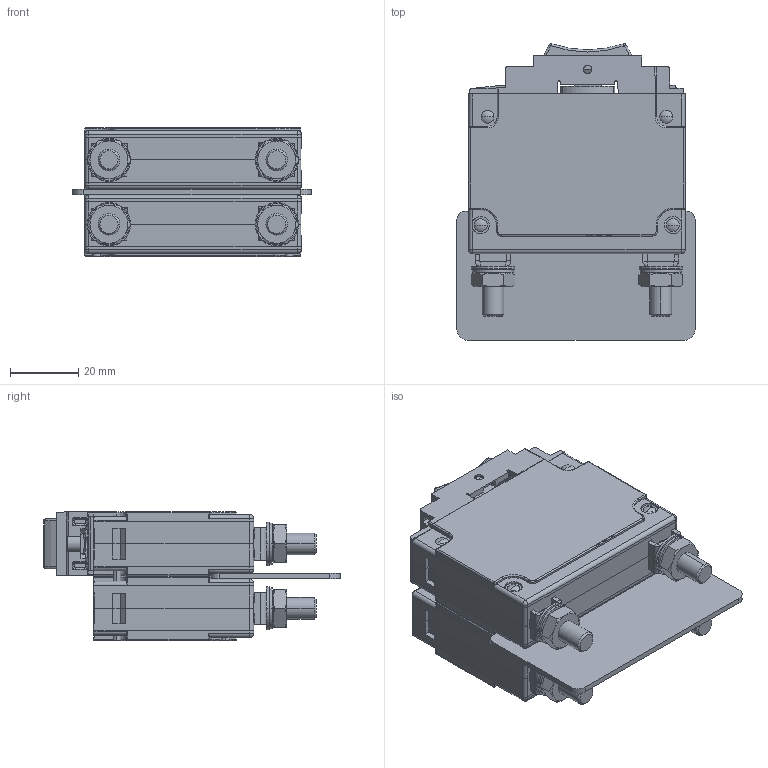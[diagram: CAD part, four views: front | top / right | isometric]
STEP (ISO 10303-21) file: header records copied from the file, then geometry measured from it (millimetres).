
FILE_DESCRIPTION((''),'2;1');
FILE_NAME('CF2_STUD_REC','2012-01-25T',('danboyden'),(''),'PRO/ENGINEER BY PARAMETRIC TECHNOLOGY CORPORATION, 2010280','PRO/ENGINEER BY PARAMETRIC TECHNOLOGY CORPORATION, 2010280','');
FILE_SCHEMA(('CONFIG_CONTROL_DESIGN'));
Products named in the file (1): CF2_STUD_REC
Bounding box: 69.85 x 87 x 37.85 mm (x, y, z)
Volume: 60442.8 mm3; surface area: 54365.2 mm2
Topology: 3 solids, 3 shells, 5483 faces, 15353 edges, 9932 vertices
Faces by surface type: plane 4140, cylinder 670, cone 198, extrusion 198, bspline 195, torus 46, sphere 36
Entity records: 187165 total; most frequent: CARTESIAN_POINT 48291, ORIENTED_EDGE 30674, DIRECTION 25602, EDGE_CURVE 15337, VECTOR 12840, LINE 12642, VERTEX_POINT 9932, AXIS2_PLACEMENT_3D 6381
